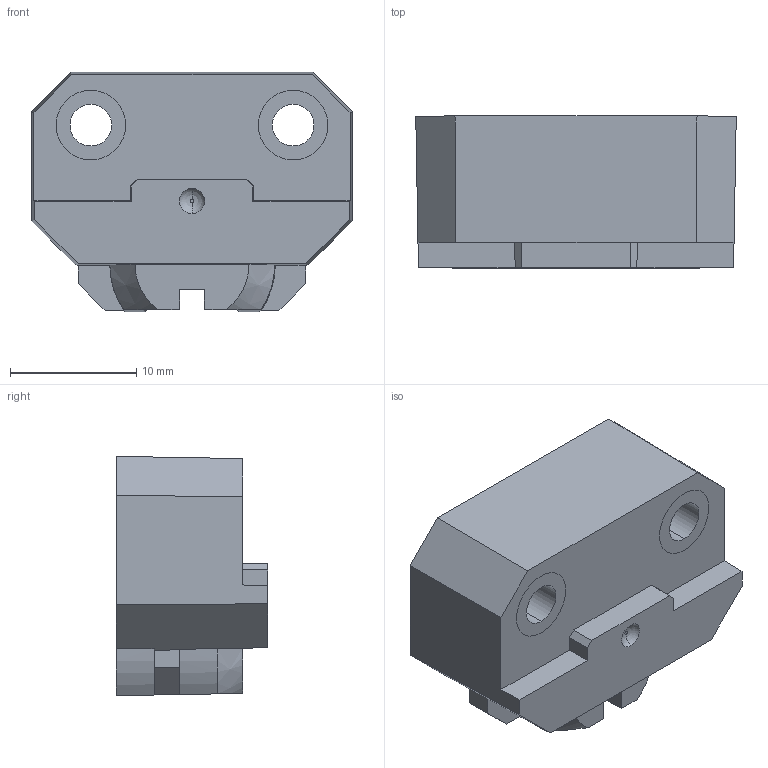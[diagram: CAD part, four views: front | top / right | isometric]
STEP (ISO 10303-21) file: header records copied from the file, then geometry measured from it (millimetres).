
FILE_DESCRIPTION (( 'STEP AP214' ), '1' );
FILE_NAME ('JXHSV06P-01016-d Guide Rod Fixing Bracket.step', '2023-06-08T06:48:27', ( '微软用户' ), ( '微软中国' ), 'SwSTEP 2.0', 'SolidWorks 2020', '' );
FILE_SCHEMA (( 'AUTOMOTIVE_DESIGN' ));
Length unit declared in the file: millimetre
Products named in the file (1): JXHSV06P-01016-d Guide Rod Fixing Bracket
Bounding box: 25.35 x 12 x 18.93 mm (x, y, z)
Volume: 2772.1 mm3; surface area: 2804.2 mm2
Topology: 2 solids, 2 shells, 150 faces, 407 edges, 274 vertices
Faces by surface type: plane 87, cylinder 36, bspline 20, cone 5, torus 2
Entity records: 5939 total; most frequent: CARTESIAN_POINT 1948, ORIENTED_EDGE 814, DIRECTION 707, EDGE_CURVE 407, VERTEX_POINT 274, LINE 249, VECTOR 249, AXIS2_PLACEMENT_3D 229
